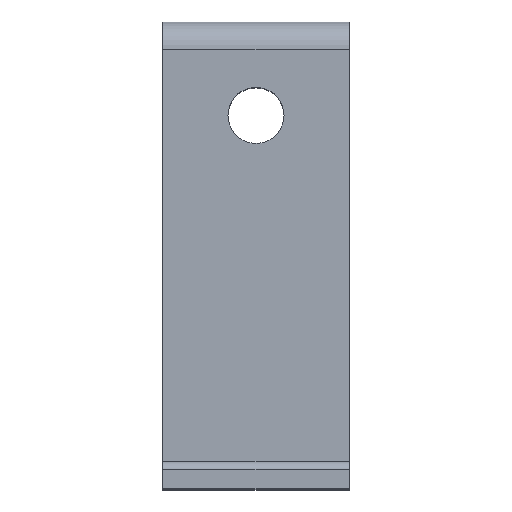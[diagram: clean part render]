
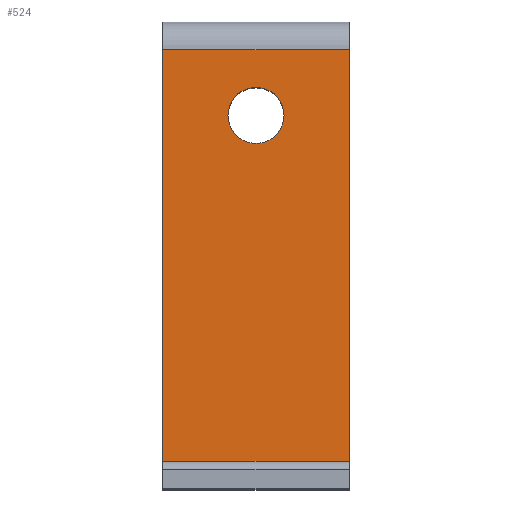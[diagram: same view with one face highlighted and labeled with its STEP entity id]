
A CAD part, top view. The second image highlights one B-rep face of the part: STEP entity #524.
In plain terms, the highlighted planar face has unit normal (0, 0, 1).
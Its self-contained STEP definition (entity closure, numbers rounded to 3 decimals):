
#3 = AXIS2_PLACEMENT_3D ( 'NONE', #368, #913, #136 ) ;
#34 = VECTOR ( 'NONE', #280, 1000. ) ;
#71 = VECTOR ( 'NONE', #1354, 1000. ) ;
#72 = CARTESIAN_POINT ( 'NONE',  ( 10., 21., 17.625 ) ) ;
#87 = VECTOR ( 'NONE', #490, 1000. ) ;
#96 = VERTEX_POINT ( 'NONE', #674 ) ;
#136 = DIRECTION ( 'NONE',  ( 1., 0., 0. ) ) ;
#150 = EDGE_LOOP ( 'NONE', ( #1324, #520 ) ) ;
#152 = ORIENTED_EDGE ( 'NONE', *, *, #164, .F. ) ;
#163 = CARTESIAN_POINT ( 'NONE',  ( 3., 14., 17.625 ) ) ;
#164 = EDGE_CURVE ( 'NONE', #589, #545, #469, .T. ) ;
#169 = EDGE_LOOP ( 'NONE', ( #615, #613, #152, #816 ) ) ;
#180 = DIRECTION ( 'NONE',  ( 1., 0., 0. ) ) ;
#193 = CIRCLE ( 'NONE', #966, 3. ) ;
#240 = CIRCLE ( 'NONE', #3, 3. ) ;
#262 = EDGE_CURVE ( 'NONE', #1229, #96, #240, .T. ) ;
#275 = VECTOR ( 'NONE', #683, 1000. ) ;
#280 = DIRECTION ( 'NONE',  ( -1., 0., 0. ) ) ;
#288 = CARTESIAN_POINT ( 'NONE',  ( 0., 14., 17.625 ) ) ;
#323 = PLANE ( 'NONE',  #526 ) ;
#332 = LINE ( 'NONE', #72, #34 ) ;
#368 = CARTESIAN_POINT ( 'NONE',  ( 0., 14., 17.625 ) ) ;
#380 = CARTESIAN_POINT ( 'NONE',  ( 10., 21., 17.625 ) ) ;
#469 = LINE ( 'NONE', #561, #71 ) ;
#490 = DIRECTION ( 'NONE',  ( -1., 0., 0. ) ) ;
#497 = CARTESIAN_POINT ( 'NONE',  ( 10., -23., 17.625 ) ) ;
#507 = DIRECTION ( 'NONE',  ( 0., 0., 1. ) ) ;
#520 = ORIENTED_EDGE ( 'NONE', *, *, #1298, .F. ) ;
#524 = ADVANCED_FACE ( 'NONE', ( #668, #1021 ), #323, .F. ) ;
#526 = AXIS2_PLACEMENT_3D ( 'NONE', #656, #1257, #573 ) ;
#545 = VERTEX_POINT ( 'NONE', #1027 ) ;
#561 = CARTESIAN_POINT ( 'NONE',  ( 10., -23., 17.625 ) ) ;
#565 = LINE ( 'NONE', #811, #275 ) ;
#573 = DIRECTION ( 'NONE',  ( -1., 0., 0. ) ) ;
#589 = VERTEX_POINT ( 'NONE', #380 ) ;
#597 = VERTEX_POINT ( 'NONE', #1151 ) ;
#613 = ORIENTED_EDGE ( 'NONE', *, *, #1260, .F. ) ;
#615 = ORIENTED_EDGE ( 'NONE', *, *, #1175, .T. ) ;
#656 = CARTESIAN_POINT ( 'NONE',  ( 10., -23., 17.625 ) ) ;
#668 = FACE_BOUND ( 'NONE', #150, .T. ) ;
#674 = CARTESIAN_POINT ( 'NONE',  ( -3., 14., 17.625 ) ) ;
#683 = DIRECTION ( 'NONE',  ( 0., -1., 0. ) ) ;
#811 = CARTESIAN_POINT ( 'NONE',  ( -10., -23., 17.625 ) ) ;
#816 = ORIENTED_EDGE ( 'NONE', *, *, #1392, .T. ) ;
#913 = DIRECTION ( 'NONE',  ( 0., 0., 1. ) ) ;
#966 = AXIS2_PLACEMENT_3D ( 'NONE', #288, #507, #180 ) ;
#1005 = LINE ( 'NONE', #497, #87 ) ;
#1021 = FACE_OUTER_BOUND ( 'NONE', #169, .T. ) ;
#1027 = CARTESIAN_POINT ( 'NONE',  ( 10., -23., 17.625 ) ) ;
#1042 = CARTESIAN_POINT ( 'NONE',  ( -10., 21., 17.625 ) ) ;
#1151 = CARTESIAN_POINT ( 'NONE',  ( -10., -23., 17.625 ) ) ;
#1175 = EDGE_CURVE ( 'NONE', #1415, #597, #565, .T. ) ;
#1229 = VERTEX_POINT ( 'NONE', #163 ) ;
#1257 = DIRECTION ( 'NONE',  ( 0., 0., -1. ) ) ;
#1260 = EDGE_CURVE ( 'NONE', #545, #597, #1005, .T. ) ;
#1298 = EDGE_CURVE ( 'NONE', #96, #1229, #193, .T. ) ;
#1324 = ORIENTED_EDGE ( 'NONE', *, *, #262, .F. ) ;
#1354 = DIRECTION ( 'NONE',  ( 0., -1., 0. ) ) ;
#1392 = EDGE_CURVE ( 'NONE', #589, #1415, #332, .T. ) ;
#1415 = VERTEX_POINT ( 'NONE', #1042 ) ;
